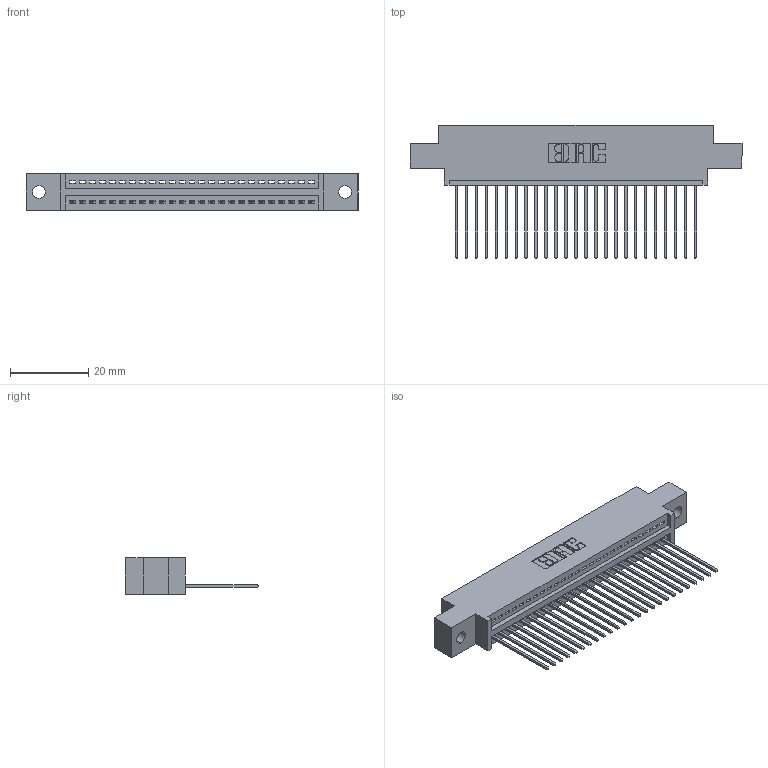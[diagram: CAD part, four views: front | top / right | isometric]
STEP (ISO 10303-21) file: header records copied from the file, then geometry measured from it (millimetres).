
FILE_DESCRIPTION (( 'STEP AP203' ), '1' );
FILE_NAME ('345-025-541-602.STEP', '2019-10-05T07:12:43', ( '' ), ( '' ), 'SwSTEP 2.0', 'SolidWorks 2016', '' );
FILE_SCHEMA (( 'CONFIG_CONTROL_DESIGN' ));
Length unit declared in the file: inch
Products named in the file (3): 345-292-001_345-293-141; 345 Part_0.170 Offset - 0.128 Dia; 345-025-541-602
Assembly tree (26 placements, depth 2):
  345-025-541-602
    345 Part_0.170 Offset - 0.128 Dia
    345-292-001_345-293-141  x25
Bounding box: 84.71 x 33.96 x 9.4 mm (x, y, z)
Volume: 7838.9 mm3; surface area: 10526.6 mm2
Topology: 26 solids, 26 shells, 1580 faces, 4753 edges, 3134 vertices
Faces by surface type: plane 1084, cylinder 496
Entity records: 21257 total; most frequent: CARTESIAN_POINT 3691, ORIENTED_EDGE 3650, DIRECTION 3247, EDGE_CURVE 1825, LINE 1593, VECTOR 1593, VERTEX_POINT 1214, AXIS2_PLACEMENT_3D 827
